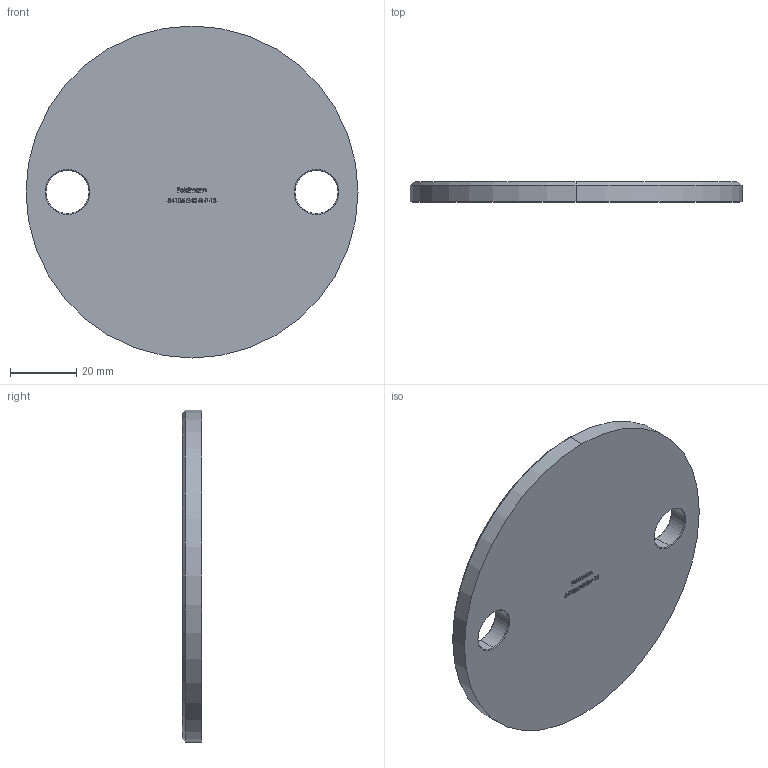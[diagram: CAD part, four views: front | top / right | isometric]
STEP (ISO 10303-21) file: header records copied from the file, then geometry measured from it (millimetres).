
FILE_DESCRIPTION (( 'STEP AP203' ), '1' );
FILE_NAME ('54105-240-R-F-13.step', '2020-10-30T12:45:05', ( '' ), ( '' ), 'SwSTEP 2.0', 'SolidWorks 2018', '' );
FILE_SCHEMA (( 'CONFIG_CONTROL_DESIGN' ));
Length unit declared in the file: millimetre
Products named in the file (2): 54105-240-R-F-13
Bounding box: 100 x 6 x 100 mm (x, y, z)
Volume: 45369.2 mm3; surface area: 17355.2 mm2
Topology: 1 solids, 1 shells, 307 faces, 809 edges, 536 vertices
Faces by surface type: plane 184, bspline 107, cone 10, cylinder 6
Entity records: 15486 total; most frequent: CARTESIAN_POINT 8441, ORIENTED_EDGE 1618, DIRECTION 1021, EDGE_CURVE 809, LINE 573, VECTOR 573, VERTEX_POINT 536, EDGE_LOOP 343
